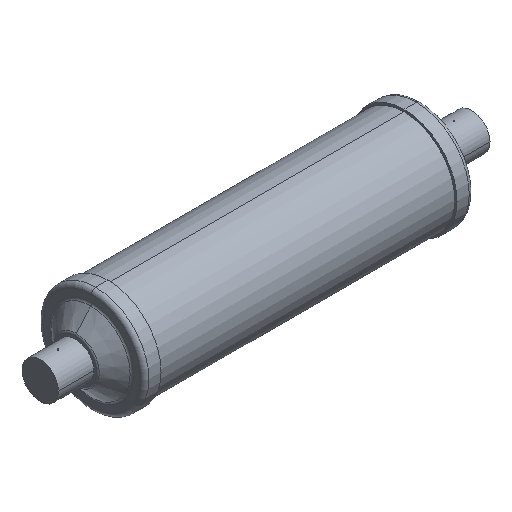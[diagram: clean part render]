
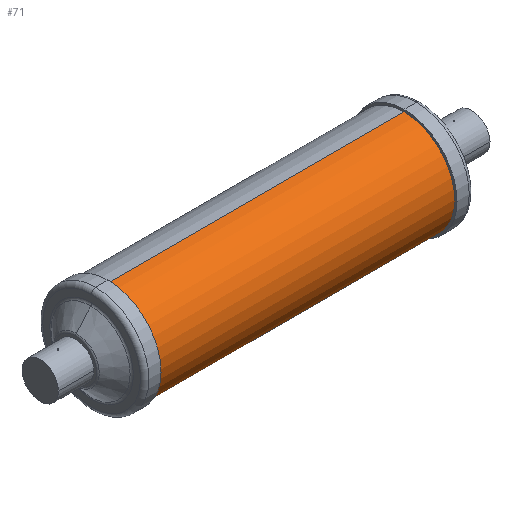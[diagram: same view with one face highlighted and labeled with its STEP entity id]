
A CAD part, isometric view. The second image highlights one B-rep face of the part: STEP entity #71.
In plain terms, the highlighted cylindrical face has radius 44.45 mm (diameter 88.9 mm), a partial arc.
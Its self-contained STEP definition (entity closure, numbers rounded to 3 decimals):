
#9 = ORIENTED_EDGE ( 'NONE', *, *, #498, .T. ) ;
#71 = ADVANCED_FACE ( 'NONE', ( #362 ), #1011, .T. ) ;
#85 = AXIS2_PLACEMENT_3D ( 'NONE', #639, #1171, #728 ) ;
#134 = VECTOR ( 'NONE', #1016, 1000. ) ;
#139 = LINE ( 'NONE', #1129, #446 ) ;
#249 = CARTESIAN_POINT ( 'NONE',  ( 11.2, 0., 0. ) ) ;
#268 = CARTESIAN_POINT ( 'NONE',  ( 270.4, 0., 44.45 ) ) ;
#284 = DIRECTION ( 'NONE',  ( -1., 0., 0. ) ) ;
#289 = DIRECTION ( 'NONE',  ( 0., 0., 1. ) ) ;
#299 = CARTESIAN_POINT ( 'NONE',  ( 11.2, 0., 44.45 ) ) ;
#316 = AXIS2_PLACEMENT_3D ( 'NONE', #918, #284, #289 ) ;
#333 = DIRECTION ( 'NONE',  ( -1., 0., 0. ) ) ;
#362 = FACE_OUTER_BOUND ( 'NONE', #1074, .T. ) ;
#398 = VERTEX_POINT ( 'NONE', #630 ) ;
#446 = VECTOR ( 'NONE', #600, 1000. ) ;
#466 = ORIENTED_EDGE ( 'NONE', *, *, #558, .F. ) ;
#479 = ORIENTED_EDGE ( 'NONE', *, *, #651, .F. ) ;
#498 = EDGE_CURVE ( 'NONE', #1179, #761, #139, .T. ) ;
#513 = CIRCLE ( 'NONE', #666, 44.45 ) ;
#558 = EDGE_CURVE ( 'NONE', #398, #761, #513, .T. ) ;
#600 = DIRECTION ( 'NONE',  ( -1., 0., 0. ) ) ;
#630 = CARTESIAN_POINT ( 'NONE',  ( 11.2, 0., -44.45 ) ) ;
#639 = CARTESIAN_POINT ( 'NONE',  ( 270.4, 0., 0. ) ) ;
#651 = EDGE_CURVE ( 'NONE', #1047, #398, #823, .T. ) ;
#666 = AXIS2_PLACEMENT_3D ( 'NONE', #249, #333, #702 ) ;
#702 = DIRECTION ( 'NONE',  ( 0., 1., 0. ) ) ;
#728 = DIRECTION ( 'NONE',  ( 0., -1., 0. ) ) ;
#761 = VERTEX_POINT ( 'NONE', #299 ) ;
#823 = LINE ( 'NONE', #1175, #134 ) ;
#918 = CARTESIAN_POINT ( 'NONE',  ( 282., 0., 0. ) ) ;
#1003 = CIRCLE ( 'NONE', #85, 44.45 ) ;
#1011 = CYLINDRICAL_SURFACE ( 'NONE', #316, 44.45 ) ;
#1012 = CARTESIAN_POINT ( 'NONE',  ( 270.4, 0., -44.45 ) ) ;
#1016 = DIRECTION ( 'NONE',  ( -1., 0., 0. ) ) ;
#1017 = ORIENTED_EDGE ( 'NONE', *, *, #1064, .F. ) ;
#1047 = VERTEX_POINT ( 'NONE', #1012 ) ;
#1064 = EDGE_CURVE ( 'NONE', #1179, #1047, #1003, .T. ) ;
#1074 = EDGE_LOOP ( 'NONE', ( #479, #1017, #9, #466 ) ) ;
#1129 = CARTESIAN_POINT ( 'NONE',  ( 282., 0., 44.45 ) ) ;
#1171 = DIRECTION ( 'NONE',  ( 1., 0., 0. ) ) ;
#1175 = CARTESIAN_POINT ( 'NONE',  ( 282., 0., -44.45 ) ) ;
#1179 = VERTEX_POINT ( 'NONE', #268 ) ;
